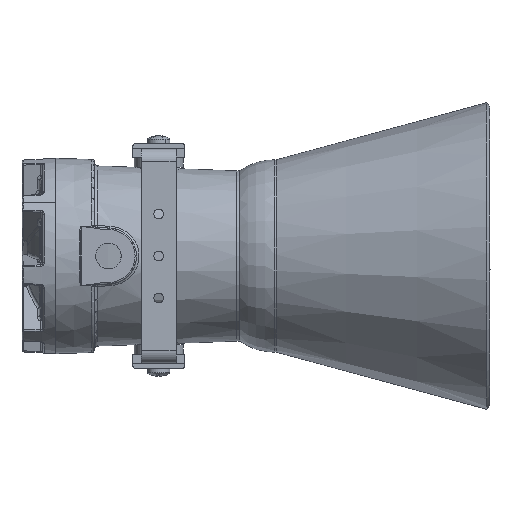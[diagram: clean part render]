
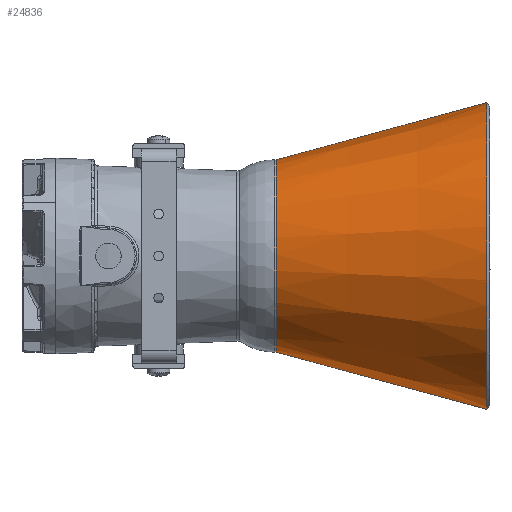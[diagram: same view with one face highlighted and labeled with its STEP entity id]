
A CAD part, front view. The second image highlights one B-rep face of the part: STEP entity #24836.
In plain terms, the highlighted conical face has half-angle 15.149 degrees and reference radius 109.781 mm.
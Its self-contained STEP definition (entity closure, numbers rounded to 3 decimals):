
#625 = DIRECTION ( 'NONE',  ( -0.965, 0., -0.261 ) ) ;
#989 = CARTESIAN_POINT ( 'NONE',  ( -26., 0., 68.916 ) ) ;
#5354 = CARTESIAN_POINT ( 'NONE',  ( -176.941, 0., -109.781 ) ) ;
#5398 = AXIS2_PLACEMENT_3D ( 'NONE', #19082, #18767, #62267 ) ;
#9063 = DIRECTION ( 'NONE',  ( -0.965, 0., 0.261 ) ) ;
#11811 = CIRCLE ( 'NONE', #30051, 109.781 ) ;
#12970 = EDGE_CURVE ( 'NONE', #19423, #56689, #42895, .T. ) ;
#14596 = CARTESIAN_POINT ( 'NONE',  ( -176.941, 0., 0. ) ) ;
#17973 = CARTESIAN_POINT ( 'NONE',  ( -176.941, 0., 109.781 ) ) ;
#18022 = EDGE_LOOP ( 'NONE', ( #23111, #22195, #57409, #38952 ) ) ;
#18767 = DIRECTION ( 'NONE',  ( 1., 0., 0. ) ) ;
#19082 = CARTESIAN_POINT ( 'NONE',  ( -26., 0., 0. ) ) ;
#19423 = VERTEX_POINT ( 'NONE', #31827 ) ;
#21930 = CONICAL_SURFACE ( 'NONE', #30016, 109.781, 0.264 ) ;
#22195 = ORIENTED_EDGE ( 'NONE', *, *, #62427, .T. ) ;
#23111 = ORIENTED_EDGE ( 'NONE', *, *, #12970, .F. ) ;
#24836 = ADVANCED_FACE ( 'NONE', ( #38727 ), #21930, .T. ) ;
#25614 = CARTESIAN_POINT ( 'NONE',  ( -176.941, 0., 0. ) ) ;
#26453 = VERTEX_POINT ( 'NONE', #48314 ) ;
#27084 = EDGE_CURVE ( 'NONE', #26453, #29532, #11811, .T. ) ;
#29193 = DIRECTION ( 'NONE',  ( -1., 0., 0. ) ) ;
#29447 = LINE ( 'NONE', #5354, #33109 ) ;
#29532 = VERTEX_POINT ( 'NONE', #32305 ) ;
#30016 = AXIS2_PLACEMENT_3D ( 'NONE', #14596, #29193, #33948 ) ;
#30051 = AXIS2_PLACEMENT_3D ( 'NONE', #25614, #44651, #59586 ) ;
#31024 = EDGE_CURVE ( 'NONE', #56689, #29532, #37940, .T. ) ;
#31827 = CARTESIAN_POINT ( 'NONE',  ( -26., 0., -68.916 ) ) ;
#32305 = CARTESIAN_POINT ( 'NONE',  ( -176.941, 0., 109.781 ) ) ;
#33109 = VECTOR ( 'NONE', #625, 1000. ) ;
#33948 = DIRECTION ( 'NONE',  ( 0., 0., 1. ) ) ;
#37940 = LINE ( 'NONE', #17973, #57696 ) ;
#38727 = FACE_OUTER_BOUND ( 'NONE', #18022, .T. ) ;
#38952 = ORIENTED_EDGE ( 'NONE', *, *, #31024, .F. ) ;
#42895 = CIRCLE ( 'NONE', #5398, 68.916 ) ;
#44651 = DIRECTION ( 'NONE',  ( 1., 0., 0. ) ) ;
#48314 = CARTESIAN_POINT ( 'NONE',  ( -176.941, 0., -109.781 ) ) ;
#56689 = VERTEX_POINT ( 'NONE', #989 ) ;
#57409 = ORIENTED_EDGE ( 'NONE', *, *, #27084, .T. ) ;
#57696 = VECTOR ( 'NONE', #9063, 1000. ) ;
#59586 = DIRECTION ( 'NONE',  ( 0., 0., -1. ) ) ;
#62267 = DIRECTION ( 'NONE',  ( 0., 0., -1. ) ) ;
#62427 = EDGE_CURVE ( 'NONE', #19423, #26453, #29447, .T. ) ;
